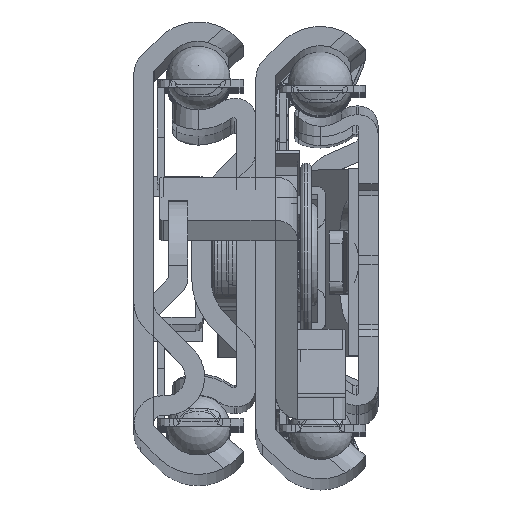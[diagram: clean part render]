
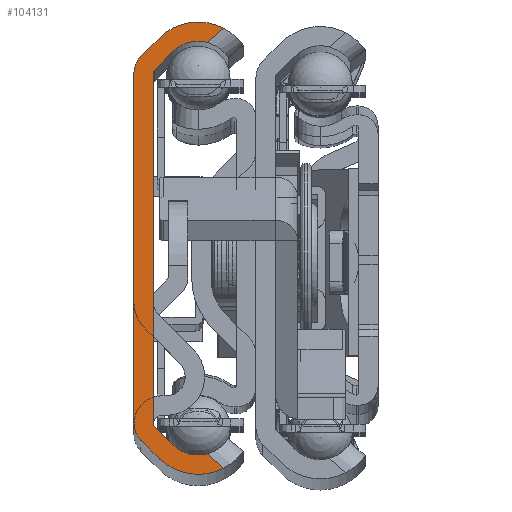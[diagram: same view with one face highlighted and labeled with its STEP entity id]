
A CAD part, top view. The second image highlights one B-rep face of the part: STEP entity #104131.
In plain terms, the highlighted planar face has unit normal (0, 0, 1).
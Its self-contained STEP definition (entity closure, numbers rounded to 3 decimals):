
#9511=PLANE('',#113063);
#14667=FACE_OUTER_BOUND('',#20060,.T.);
#20060=EDGE_LOOP('',(#92373,#92374,#92375,#92376,#92377,#92378,#92379,#92380,
#92381,#92382,#92383,#92384,#92385,#92386,#92387,#92388));
#25976=LINE('',#218321,#32078);
#26110=LINE('',#218837,#32212);
#26200=LINE('',#219166,#32302);
#26201=LINE('',#219171,#32303);
#26202=LINE('',#219176,#32304);
#26203=LINE('',#219179,#32305);
#26204=LINE('',#219181,#32306);
#26205=LINE('',#219183,#32307);
#32078=VECTOR('',#136180,10.);
#32212=VECTOR('',#136520,10.);
#32302=VECTOR('',#136782,10.);
#32303=VECTOR('',#136787,10.);
#32304=VECTOR('',#136792,10.);
#32305=VECTOR('',#136795,10.);
#32306=VECTOR('',#136796,10.);
#32307=VECTOR('',#136799,10.);
#36264=CIRCLE('',#112909,1.8);
#36313=CIRCLE('',#113057,4.3);
#36314=CIRCLE('',#113061,4.3);
#36315=CIRCLE('',#113064,2.8);
#36316=CIRCLE('',#113065,0.3);
#36317=CIRCLE('',#113066,0.3);
#36318=CIRCLE('',#113067,2.8);
#36319=CIRCLE('',#113068,1.8);
#46232=VERTEX_POINT('',#218318);
#46233=VERTEX_POINT('',#218320);
#46311=VERTEX_POINT('',#218478);
#46312=VERTEX_POINT('',#218480);
#46376=VERTEX_POINT('',#218836);
#46438=VERTEX_POINT('',#219085);
#46439=VERTEX_POINT('',#219096);
#46444=VERTEX_POINT('',#219134);
#46445=VERTEX_POINT('',#219136);
#46447=VERTEX_POINT('',#219151);
#46448=VERTEX_POINT('',#219168);
#46449=VERTEX_POINT('',#219170);
#46450=VERTEX_POINT('',#219173);
#46451=VERTEX_POINT('',#219175);
#46452=VERTEX_POINT('',#219177);
#46453=VERTEX_POINT('',#219180);
#61479=EDGE_CURVE('',#46232,#46233,#25976,.T.);
#61559=EDGE_CURVE('',#46311,#46312,#36264,.T.);
#61675=EDGE_CURVE('',#46312,#46376,#26110,.T.);
#61790=EDGE_CURVE('',#46438,#46439,#36313,.T.);
#61799=EDGE_CURVE('',#46444,#46445,#36314,.T.);
#61803=EDGE_CURVE('',#46447,#46438,#26200,.T.);
#61804=EDGE_CURVE('',#46448,#46447,#36315,.T.);
#61805=EDGE_CURVE('',#46449,#46448,#26201,.T.);
#61806=EDGE_CURVE('',#46233,#46449,#36316,.T.);
#61807=EDGE_CURVE('',#46450,#46232,#36317,.T.);
#61808=EDGE_CURVE('',#46451,#46450,#26202,.T.);
#61809=EDGE_CURVE('',#46452,#46451,#36318,.T.);
#61810=EDGE_CURVE('',#46445,#46452,#26203,.T.);
#61811=EDGE_CURVE('',#46453,#46444,#26204,.T.);
#61812=EDGE_CURVE('',#46376,#46453,#36319,.T.);
#61813=EDGE_CURVE('',#46439,#46311,#26205,.T.);
#92373=ORIENTED_EDGE('',*,*,#61803,.F.);
#92374=ORIENTED_EDGE('',*,*,#61804,.F.);
#92375=ORIENTED_EDGE('',*,*,#61805,.F.);
#92376=ORIENTED_EDGE('',*,*,#61806,.F.);
#92377=ORIENTED_EDGE('',*,*,#61479,.F.);
#92378=ORIENTED_EDGE('',*,*,#61807,.F.);
#92379=ORIENTED_EDGE('',*,*,#61808,.F.);
#92380=ORIENTED_EDGE('',*,*,#61809,.F.);
#92381=ORIENTED_EDGE('',*,*,#61810,.F.);
#92382=ORIENTED_EDGE('',*,*,#61799,.F.);
#92383=ORIENTED_EDGE('',*,*,#61811,.F.);
#92384=ORIENTED_EDGE('',*,*,#61812,.F.);
#92385=ORIENTED_EDGE('',*,*,#61675,.F.);
#92386=ORIENTED_EDGE('',*,*,#61559,.F.);
#92387=ORIENTED_EDGE('',*,*,#61813,.F.);
#92388=ORIENTED_EDGE('',*,*,#61790,.F.);
#104131=ADVANCED_FACE('',(#14667),#9511,.T.);
#112909=AXIS2_PLACEMENT_3D('',#218481,#136296,#136297);
#113057=AXIS2_PLACEMENT_3D('',#219097,#136763,#136764);
#113061=AXIS2_PLACEMENT_3D('',#219137,#136777,#136778);
#113063=AXIS2_PLACEMENT_3D('',#219167,#136783,#136784);
#113064=AXIS2_PLACEMENT_3D('',#219169,#136785,#136786);
#113065=AXIS2_PLACEMENT_3D('',#219172,#136788,#136789);
#113066=AXIS2_PLACEMENT_3D('',#219174,#136790,#136791);
#113067=AXIS2_PLACEMENT_3D('',#219178,#136793,#136794);
#113068=AXIS2_PLACEMENT_3D('',#219182,#136797,#136798);
#136180=DIRECTION('',(0.,-1.,0.));
#136296=DIRECTION('center_axis',(0.,0.,-1.));
#136297=DIRECTION('ref_axis',(1.,0.,0.));
#136520=DIRECTION('',(0.,1.,0.));
#136763=DIRECTION('center_axis',(0.,0.,-1.));
#136764=DIRECTION('ref_axis',(0.707,0.707,0.));
#136777=DIRECTION('center_axis',(0.,0.,-1.));
#136778=DIRECTION('ref_axis',(-0.814,-0.581,0.));
#136782=DIRECTION('',(0.751,-0.66,0.));
#136783=DIRECTION('center_axis',(0.,0.,1.));
#136784=DIRECTION('ref_axis',(1.,0.,0.));
#136785=DIRECTION('center_axis',(0.,0.,1.));
#136786=DIRECTION('ref_axis',(-0.707,-0.707,0.));
#136787=DIRECTION('',(0.707,-0.707,0.));
#136788=DIRECTION('center_axis',(0.,0.,1.));
#136789=DIRECTION('ref_axis',(-1.,0.,0.));
#136790=DIRECTION('center_axis',(0.,0.,1.));
#136791=DIRECTION('ref_axis',(-0.707,0.707,0.));
#136792=DIRECTION('',(-0.707,-0.707,0.));
#136793=DIRECTION('center_axis',(0.,0.,1.));
#136794=DIRECTION('ref_axis',(0.844,0.536,0.));
#136795=DIRECTION('',(-0.751,-0.66,0.));
#136796=DIRECTION('',(0.707,0.707,0.));
#136797=DIRECTION('center_axis',(0.,0.,-1.));
#136798=DIRECTION('ref_axis',(0.707,-0.707,0.));
#136799=DIRECTION('',(-0.707,0.707,0.));
#218318=CARTESIAN_POINT('',(1.5,13.636,404.5));
#218320=CARTESIAN_POINT('',(1.5,-13.636,404.5));
#218321=CARTESIAN_POINT('',(1.5,13.636,404.5));
#218478=CARTESIAN_POINT('',(0.527,-14.908,404.5));
#218480=CARTESIAN_POINT('',(0.,-13.636,404.5));
#218481=CARTESIAN_POINT('Origin',(1.8,-13.636,404.5));
#218836=CARTESIAN_POINT('',(0.,13.636,404.5));
#218837=CARTESIAN_POINT('',(0.,-13.636,404.5));
#219085=CARTESIAN_POINT('',(6.974,-17.12,404.5));
#219096=CARTESIAN_POINT('',(1.959,-16.341,404.5));
#219097=CARTESIAN_POINT('Origin',(5.,-13.3,404.5));
#219134=CARTESIAN_POINT('',(1.959,16.341,404.5));
#219136=CARTESIAN_POINT('',(6.974,17.12,404.5));
#219137=CARTESIAN_POINT('Origin',(5.,13.3,404.5));
#219151=CARTESIAN_POINT('',(5.71,-16.009,404.5));
#219166=CARTESIAN_POINT('',(0.935,-11.813,404.5));
#219167=CARTESIAN_POINT('Origin',(2.262,0.,
404.5));
#219168=CARTESIAN_POINT('',(3.02,-15.28,404.5));
#219169=CARTESIAN_POINT('Origin',(5.,-13.3,404.5));
#219170=CARTESIAN_POINT('',(1.588,-13.848,404.5));
#219171=CARTESIAN_POINT('',(1.588,-13.848,404.5));
#219172=CARTESIAN_POINT('Origin',(1.8,-13.636,404.5));
#219173=CARTESIAN_POINT('',(1.588,13.848,404.5));
#219174=CARTESIAN_POINT('Origin',(1.8,13.636,404.5));
#219175=CARTESIAN_POINT('',(3.02,15.28,404.5));
#219176=CARTESIAN_POINT('',(3.02,15.28,404.5));
#219177=CARTESIAN_POINT('',(5.71,16.009,404.5));
#219178=CARTESIAN_POINT('Origin',(5.,13.3,404.5));
#219179=CARTESIAN_POINT('',(1.503,12.312,404.5));
#219180=CARTESIAN_POINT('',(0.527,14.908,404.5));
#219181=CARTESIAN_POINT('',(0.527,14.908,404.5));
#219182=CARTESIAN_POINT('Origin',(1.8,13.636,404.5));
#219183=CARTESIAN_POINT('',(1.959,-16.341,404.5));
